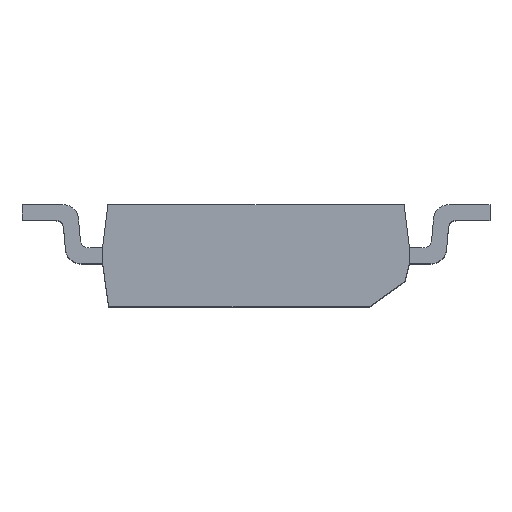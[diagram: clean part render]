
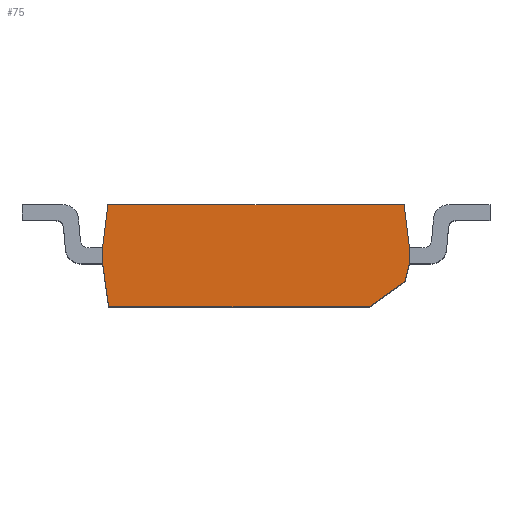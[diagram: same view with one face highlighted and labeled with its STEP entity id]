
A CAD part, top view. The second image highlights one B-rep face of the part: STEP entity #75.
In plain terms, the highlighted planar face has unit normal (0, 0, 1).
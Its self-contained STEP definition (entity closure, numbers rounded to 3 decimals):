
#75=ADVANCED_FACE('',(#3265),#3267,.T.);
#3265=FACE_BOUND('',#3266,.T.);
#3266=EDGE_LOOP('',(#5778,#5779,#5780,#5781,#5782,#5783,#5784,#5785,#5786,#5787,
#5788,#5789,#5790));
#3267=PLANE('',#3268);
#3268=AXIS2_PLACEMENT_3D('',#3269,#3270,#3271);
#3269=CARTESIAN_POINT('',(0.,0.,4.91));
#3270=DIRECTION('',(0.,0.,1.));
#3271=DIRECTION('',(0.,-1.,0.));
#5778=ORIENTED_EDGE('',*,*,#8184,.T.);
#5779=ORIENTED_EDGE('',*,*,#8185,.F.);
#5780=ORIENTED_EDGE('',*,*,#8186,.F.);
#5781=ORIENTED_EDGE('',*,*,#8187,.F.);
#5782=ORIENTED_EDGE('',*,*,#8188,.T.);
#5783=ORIENTED_EDGE('',*,*,#7989,.T.);
#5784=ORIENTED_EDGE('',*,*,#8182,.T.);
#5785=ORIENTED_EDGE('',*,*,#8189,.T.);
#5786=ORIENTED_EDGE('',*,*,#8190,.F.);
#5787=ORIENTED_EDGE('',*,*,#8191,.F.);
#5788=ORIENTED_EDGE('',*,*,#8192,.F.);
#5789=ORIENTED_EDGE('',*,*,#8193,.T.);
#5790=ORIENTED_EDGE('',*,*,#8194,.T.);
#7989=EDGE_CURVE('',#8988,#8986,#8989,.T.);
#8182=EDGE_CURVE('',#8986,#9372,#9374,.T.);
#8184=EDGE_CURVE('',#9376,#9377,#9378,.T.);
#8185=EDGE_CURVE('',#9379,#9377,#9380,.T.);
#8186=EDGE_CURVE('',#9381,#9379,#9382,.T.);
#8187=EDGE_CURVE('',#9383,#9381,#9384,.T.);
#8188=EDGE_CURVE('',#9383,#8988,#9385,.T.);
#8189=EDGE_CURVE('',#9372,#9386,#9387,.T.);
#8190=EDGE_CURVE('',#9388,#9386,#9389,.T.);
#8191=EDGE_CURVE('',#9390,#9388,#9391,.T.);
#8192=EDGE_CURVE('',#9392,#9390,#9393,.T.);
#8193=EDGE_CURVE('',#9392,#9394,#9395,.T.);
#8194=EDGE_CURVE('',#9394,#9376,#9396,.T.);
#8986=VERTEX_POINT('',#10649);
#8988=VERTEX_POINT('',#10653);
#8989=LINE('',#10654,#10655);
#9372=VERTEX_POINT('',#11441);
#9374=LINE('',#11445,#11446);
#9376=VERTEX_POINT('',#11451);
#9377=VERTEX_POINT('',#11452);
#9378=LINE('',#11453,#11454);
#9379=VERTEX_POINT('',#11456);
#9380=LINE('',#11457,#11458);
#9381=VERTEX_POINT('',#11460);
#9382=LINE('',#11461,#11462);
#9383=VERTEX_POINT('',#11464);
#9384=LINE('',#11465,#11466);
#9385=LINE('',#11468,#11469);
#9386=VERTEX_POINT('',#11471);
#9387=LINE('',#11472,#11473);
#9388=VERTEX_POINT('',#11475);
#9389=LINE('',#11476,#11477);
#9390=VERTEX_POINT('',#11479);
#9391=LINE('',#11480,#11481);
#9392=VERTEX_POINT('',#11483);
#9393=LINE('',#11484,#11485);
#9394=VERTEX_POINT('',#11487);
#9395=LINE('',#11488,#11489);
#9396=LINE('',#11491,#11492);
#10649=CARTESIAN_POINT('',(1.441,-0.65,4.91));
#10653=CARTESIAN_POINT('',(-1.873,-0.65,4.91));
#10654=CARTESIAN_POINT('',(-1.873,-0.65,4.91));
#10655=VECTOR('',#10656,1.);
#10656=DIRECTION('',(1.,0.,0.));
#11441=CARTESIAN_POINT('',(1.891,-0.33,4.91));
#11445=CARTESIAN_POINT('',(1.441,-0.65,4.91));
#11446=VECTOR('',#11447,1.);
#11447=DIRECTION('',(0.815,0.58,0.));
#11451=CARTESIAN_POINT('',(-1.882,0.65,4.91));
#11452=CARTESIAN_POINT('',(-1.95,0.1,4.91));
#11453=CARTESIAN_POINT('',(-1.882,0.65,4.91));
#11454=VECTOR('',#11455,1.);
#11455=DIRECTION('',(-0.122,-0.993,0.));
#11456=CARTESIAN_POINT('',(-1.951,0.1,4.91));
#11457=CARTESIAN_POINT('',(-1.951,0.1,4.91));
#11458=VECTOR('',#11459,1.);
#11459=DIRECTION('',(1.,0.,0.));
#11460=CARTESIAN_POINT('',(-1.951,-0.1,4.91));
#11461=CARTESIAN_POINT('',(-1.951,-0.1,4.91));
#11462=VECTOR('',#11463,1.);
#11463=DIRECTION('',(0.,1.,0.));
#11464=CARTESIAN_POINT('',(-1.95,-0.1,4.91));
#11465=CARTESIAN_POINT('',(-1.95,-0.1,4.91));
#11466=VECTOR('',#11467,1.);
#11467=DIRECTION('',(-1.,0.,0.));
#11468=CARTESIAN_POINT('',(-1.95,-0.1,4.91));
#11469=VECTOR('',#11470,1.);
#11470=DIRECTION('',(0.139,-0.99,0.));
#11471=CARTESIAN_POINT('',(1.95,-0.1,4.91));
#11472=CARTESIAN_POINT('',(1.891,-0.33,4.91));
#11473=VECTOR('',#11474,1.);
#11474=DIRECTION('',(0.249,0.968,0.));
#11475=CARTESIAN_POINT('',(1.951,-0.1,4.91));
#11476=CARTESIAN_POINT('',(1.951,-0.1,4.91));
#11477=VECTOR('',#11478,1.);
#11478=DIRECTION('',(-1.,0.,0.));
#11479=CARTESIAN_POINT('',(1.951,0.1,4.91));
#11480=CARTESIAN_POINT('',(1.951,0.1,4.91));
#11481=VECTOR('',#11482,1.);
#11482=DIRECTION('',(0.,-1.,0.));
#11483=CARTESIAN_POINT('',(1.95,0.1,4.91));
#11484=CARTESIAN_POINT('',(1.95,0.1,4.91));
#11485=VECTOR('',#11486,1.);
#11486=DIRECTION('',(1.,0.,0.));
#11487=CARTESIAN_POINT('',(1.882,0.65,4.91));
#11488=CARTESIAN_POINT('',(1.95,0.1,4.91));
#11489=VECTOR('',#11490,1.);
#11490=DIRECTION('',(-0.122,0.993,0.));
#11491=CARTESIAN_POINT('',(1.882,0.65,4.91));
#11492=VECTOR('',#11493,1.);
#11493=DIRECTION('',(-1.,0.,0.));
